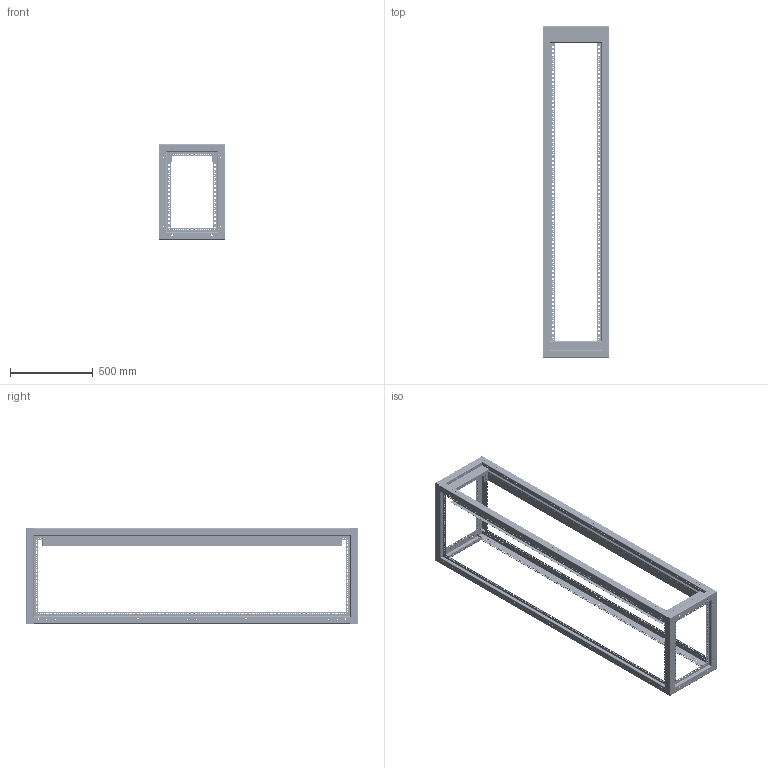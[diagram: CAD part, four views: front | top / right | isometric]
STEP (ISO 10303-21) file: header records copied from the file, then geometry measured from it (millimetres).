
FILE_DESCRIPTION(('STEP AP214'),'1');
FILE_NAME('cctmp_67BE273C-1AE7-4FD6-989B-81FC2EC64D48_2023_07_22_16_08_05_0352..stp','2023-07-22T14:08:10',('SIEMENS A&D'),('CADClick - www.CADClick.com'),'Spatial InterOp 3D postprocessed',' ','unknown authorization');
FILE_SCHEMA(('AUTOMOTIVE_DESIGN'));
Length unit declared in the file: millimetre
Products named in the file (27): cc_unnamed; 2023_07_22_16_08_05_0177; 2023_07_22_16_08_05_0172; 2023_07_22_16_08_05_0168; 2023_07_22_16_08_05_0165; 2023_07_22_16_08_05_0161; 2023_07_22_16_08_05_0157; 2023_07_22_16_08_05_0153; 2023_07_22_16_08_05_0149; 2023_07_22_16_08_05_0145; 2023_07_22_16_08_05_0140; 2023_07_22_16_08_05_0136; 2023_07_22_16_08_05_0132; 2023_07_22_16_08_05_0128; 2023_07_22_16_08_05_0124; 2023_07_22_16_08_05_0121; 2023_07_22_16_08_05_0116; 2023_07_22_16_08_05_0113; 2023_07_22_16_08_05_0108; 2023_07_22_16_08_05_0105; 2023_07_22_16_08_05_0101; 2023_07_22_16_08_05_0097; 2023_07_22_16_08_05_0093; 2023_07_22_16_08_05_0089; 2023_07_22_16_08_05_0085; 2023_07_22_16_08_05_0081; 2023_07_22_16_08_05_0077
Assembly tree (26 placements, depth 2):
  cc_unnamed
    2023_07_22_16_08_05_0177
    2023_07_22_16_08_05_0172
    2023_07_22_16_08_05_0168
    2023_07_22_16_08_05_0165
    2023_07_22_16_08_05_0161
    2023_07_22_16_08_05_0157
    2023_07_22_16_08_05_0153
    2023_07_22_16_08_05_0149
    2023_07_22_16_08_05_0145
    2023_07_22_16_08_05_0140
    2023_07_22_16_08_05_0136
    2023_07_22_16_08_05_0132
    2023_07_22_16_08_05_0128
    2023_07_22_16_08_05_0124
    2023_07_22_16_08_05_0121
    2023_07_22_16_08_05_0116
    2023_07_22_16_08_05_0113
    2023_07_22_16_08_05_0108
    2023_07_22_16_08_05_0105
    2023_07_22_16_08_05_0101
    2023_07_22_16_08_05_0097
    2023_07_22_16_08_05_0093
    2023_07_22_16_08_05_0089
    2023_07_22_16_08_05_0085
    2023_07_22_16_08_05_0081
    2023_07_22_16_08_05_0077
Bounding box: 400 x 2000 x 575 mm (x, y, z)
Volume: 4375462.5 mm3; surface area: 4873579.6 mm2
Topology: 26 solids, 26 shells, 5504 faces, 16216 edges, 10748 vertices
Faces by surface type: plane 3172, cylinder 2268, cone 64
Entity records: 207852 total; most frequent: CARTESIAN_POINT 32775, ORIENTED_EDGE 32432, DIRECTION 31942, EDGE_CURVE 16216, LINE 11504, VECTOR 11504, VERTEX_POINT 10748, AXIS2_PLACEMENT_3D 10219
